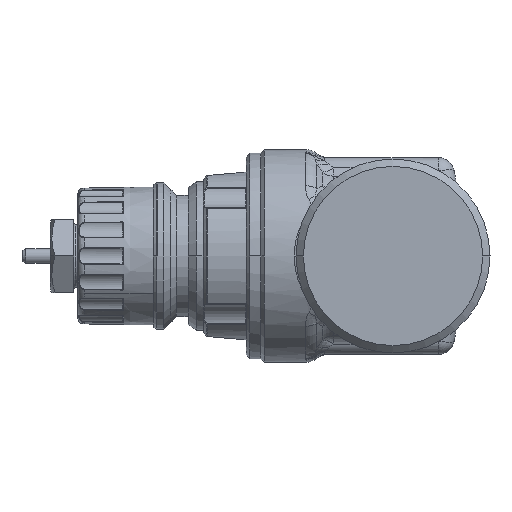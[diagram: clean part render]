
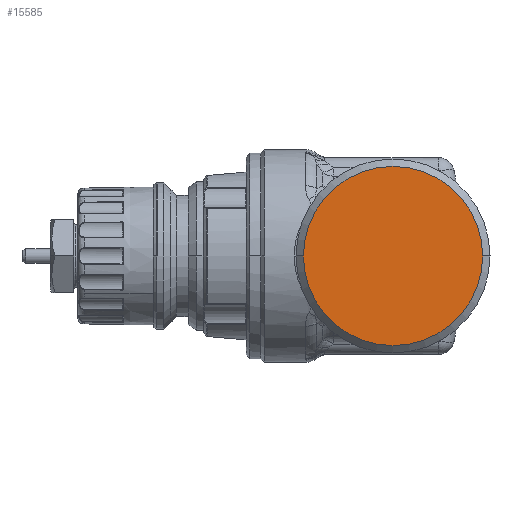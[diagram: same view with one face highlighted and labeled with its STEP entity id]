
A CAD part, left-side view. The second image highlights one B-rep face of the part: STEP entity #15585.
In plain terms, the highlighted planar face has unit normal (-1, 0, 0).
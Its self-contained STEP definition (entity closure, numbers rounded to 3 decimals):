
#2579=CARTESIAN_POINT('',(-33.,0.,0.));
#2580=DIRECTION('',(1.,0.,0.));
#2581=DIRECTION('',(0.,1.,0.));
#2582=AXIS2_PLACEMENT_3D('',#2579,#2580,#2581);
#2584=CARTESIAN_POINT('',(-33.,0.,0.));
#2585=DIRECTION('',(1.,0.,0.));
#2586=DIRECTION('',(0.,-1.,0.));
#2587=AXIS2_PLACEMENT_3D('',#2584,#2585,#2586);
#10885=CARTESIAN_POINT('',(-33.,-12.2,0.));
#10886=VERTEX_POINT('',#10885);
#10887=CARTESIAN_POINT('',(-33.,12.2,0.));
#10888=VERTEX_POINT('',#10887);
#15576=CARTESIAN_POINT('',(-33.,0.,0.));
#15577=DIRECTION('',(1.,0.,0.));
#15578=DIRECTION('',(0.,-1.,0.));
#15579=AXIS2_PLACEMENT_3D('',#15576,#15577,#15578);
#15580=PLANE('',#15579);
#15581=ORIENTED_EDGE('',*,*,#15569,.T.);
#15582=ORIENTED_EDGE('',*,*,#15558,.T.);
#15583=EDGE_LOOP('',(#15581,#15582));
#15584=FACE_OUTER_BOUND('',#15583,.F.);
#15585=ADVANCED_FACE('',(#15584),#15580,.F.);
#2583=CIRCLE('',#2582,12.2);
#2588=CIRCLE('',#2587,12.2);
#15558=EDGE_CURVE('',#10886,#10888,#2588,.T.);
#15569=EDGE_CURVE('',#10888,#10886,#2583,.T.);
